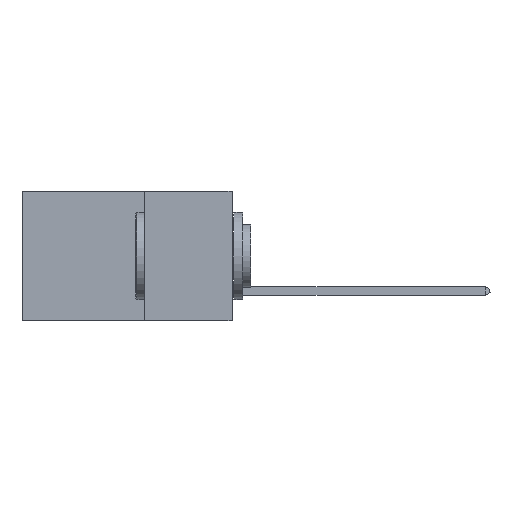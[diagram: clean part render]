
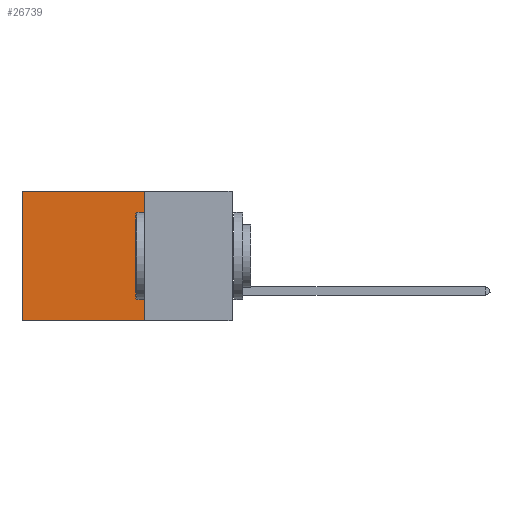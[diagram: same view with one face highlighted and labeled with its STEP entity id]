
A CAD part, left-side view. The second image highlights one B-rep face of the part: STEP entity #26739.
In plain terms, the highlighted planar face has unit normal (-1, 0, 0).
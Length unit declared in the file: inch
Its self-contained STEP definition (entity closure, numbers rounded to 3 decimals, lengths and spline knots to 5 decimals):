
#3606 = VERTEX_POINT ( 'NONE', #19118 ) ;
#3841 = VERTEX_POINT ( 'NONE', #42557 ) ;
#4004 = CARTESIAN_POINT ( 'NONE',  ( 0.2875, 0.25, -0.37 ) ) ;
#6262 = ORIENTED_EDGE ( 'NONE', *, *, #34388, .T. ) ;
#6530 = PLANE ( 'NONE',  #27736 ) ;
#8349 = LINE ( 'NONE', #24087, #30770 ) ;
#9297 = VECTOR ( 'NONE', #26190, 39.37008 ) ;
#9519 = DIRECTION ( 'NONE',  ( 0., 0., -1. ) ) ;
#10131 = DIRECTION ( 'NONE',  ( 1., 0., 0. ) ) ;
#10405 = EDGE_CURVE ( 'NONE', #33291, #3841, #31021, .T. ) ;
#13092 = CARTESIAN_POINT ( 'NONE',  ( 0.2875, 0.25, 0. ) ) ;
#13898 = FACE_OUTER_BOUND ( 'NONE', #17584, .T. ) ;
#14421 = ORIENTED_EDGE ( 'NONE', *, *, #23658, .F. ) ;
#16902 = CARTESIAN_POINT ( 'NONE',  ( 0.2875, 0.25, 0. ) ) ;
#17036 = DIRECTION ( 'NONE',  ( 0., 0., -1. ) ) ;
#17584 = EDGE_LOOP ( 'NONE', ( #6262, #22108, #14421, #40840 ) ) ;
#18380 = CARTESIAN_POINT ( 'NONE',  ( 0.2875, 0.25, -0.37 ) ) ;
#19118 = CARTESIAN_POINT ( 'NONE',  ( 0.2875, 0.6, -0.37 ) ) ;
#19273 = DIRECTION ( 'NONE',  ( 0., 1., 0. ) ) ;
#21540 = VECTOR ( 'NONE', #19273, 39.37008 ) ;
#22108 = ORIENTED_EDGE ( 'NONE', *, *, #27586, .F. ) ;
#23658 = EDGE_CURVE ( 'NONE', #33291, #40691, #29230, .T. ) ;
#24087 = CARTESIAN_POINT ( 'NONE',  ( 0.2875, 0.6, 0. ) ) ;
#26190 = DIRECTION ( 'NONE',  ( 0., 1., 0. ) ) ;
#26739 = ADVANCED_FACE ( 'NONE', ( #13898 ), #6530, .F. ) ;
#27586 = EDGE_CURVE ( 'NONE', #40691, #3606, #44596, .T. ) ;
#27736 = AXIS2_PLACEMENT_3D ( 'NONE', #16902, #10131, #9519 ) ;
#29230 = LINE ( 'NONE', #39728, #40456 ) ;
#29367 = DIRECTION ( 'NONE',  ( 0., 0., -1. ) ) ;
#30770 = VECTOR ( 'NONE', #17036, 39.37008 ) ;
#31021 = LINE ( 'NONE', #34132, #21540 ) ;
#33291 = VERTEX_POINT ( 'NONE', #13092 ) ;
#34132 = CARTESIAN_POINT ( 'NONE',  ( 0.2875, 0.25, 0. ) ) ;
#34388 = EDGE_CURVE ( 'NONE', #3841, #3606, #8349, .T. ) ;
#39728 = CARTESIAN_POINT ( 'NONE',  ( 0.2875, 0.25, 0. ) ) ;
#40456 = VECTOR ( 'NONE', #29367, 39.37008 ) ;
#40691 = VERTEX_POINT ( 'NONE', #4004 ) ;
#40840 = ORIENTED_EDGE ( 'NONE', *, *, #10405, .T. ) ;
#42557 = CARTESIAN_POINT ( 'NONE',  ( 0.2875, 0.6, 0. ) ) ;
#44596 = LINE ( 'NONE', #18380, #9297 ) ;
